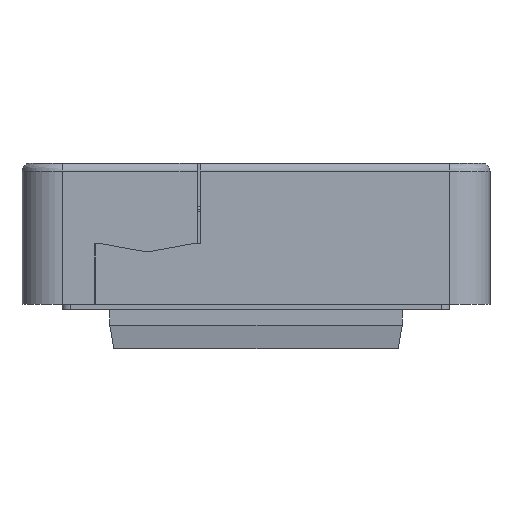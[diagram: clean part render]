
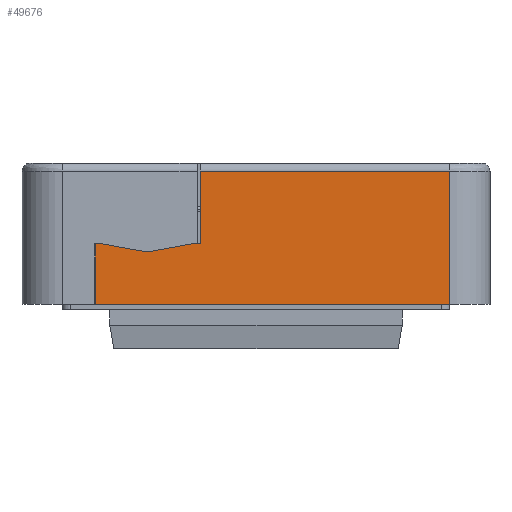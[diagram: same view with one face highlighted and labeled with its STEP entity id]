
A CAD part, left-side view. The second image highlights one B-rep face of the part: STEP entity #49676.
In plain terms, the highlighted planar face has unit normal (-1, 0, 0).
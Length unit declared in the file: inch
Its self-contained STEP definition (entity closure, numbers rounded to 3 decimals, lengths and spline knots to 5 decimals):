
#131 = CARTESIAN_POINT ( 'NONE',  ( -2.91339, 0.7874, 0.31496 ) ) ;
#588 = ORIENTED_EDGE ( 'NONE', *, *, #29507, .T. ) ;
#994 = CARTESIAN_POINT ( 'NONE',  ( -2.91339, 0.31496, 0.31496 ) ) ;
#1512 = DIRECTION ( 'NONE',  ( 0., 0.984, 0.179 ) ) ;
#2433 = CARTESIAN_POINT ( 'NONE',  ( -2.91339, 0.31496, 0.31496 ) ) ;
#3372 = VECTOR ( 'NONE', #41778, 39.37008 ) ;
#4481 = VECTOR ( 'NONE', #1512, 39.37008 ) ;
#5501 = DIRECTION ( 'NONE',  ( 0., 1., 0. ) ) ;
#5792 = DIRECTION ( 'NONE',  ( 0., 1., 0. ) ) ;
#6531 = EDGE_CURVE ( 'NONE', #51640, #47088, #34740, .T. ) ;
#7558 = DIRECTION ( 'NONE',  ( 0., 1., 0. ) ) ;
#7614 = PLANE ( 'NONE',  #43829 ) ;
#8242 = CARTESIAN_POINT ( 'NONE',  ( -2.91339, 0.78346, 0.31496 ) ) ;
#8511 = EDGE_CURVE ( 'NONE', #25947, #33229, #47044, .T. ) ;
#8772 = ORIENTED_EDGE ( 'NONE', *, *, #8511, .T. ) ;
#9215 = VERTEX_POINT ( 'NONE', #994 ) ;
#9360 = EDGE_CURVE ( 'NONE', #33229, #9215, #28264, .T. ) ;
#9471 = CARTESIAN_POINT ( 'NONE',  ( -2.91339, 0.5315, 0.27559 ) ) ;
#9978 = EDGE_CURVE ( 'NONE', #16828, #37716, #30869, .T. ) ;
#10259 = CARTESIAN_POINT ( 'NONE',  ( -2.91339, -1.08268, 0.66929 ) ) ;
#10357 = DIRECTION ( 'NONE',  ( 0., 0., -1. ) ) ;
#11901 = VECTOR ( 'NONE', #5792, 39.37008 ) ;
#11903 = VECTOR ( 'NONE', #7558, 39.37008 ) ;
#12028 = VECTOR ( 'NONE', #43383, 39.37008 ) ;
#13391 = VECTOR ( 'NONE', #5501, 39.37008 ) ;
#13600 = EDGE_LOOP ( 'NONE', ( #13729, #42681, #588, #32998, #47371, #25109, #8772, #20121, #50245 ) ) ;
#13729 = ORIENTED_EDGE ( 'NONE', *, *, #19613, .T. ) ;
#13835 = VECTOR ( 'NONE', #30575, 39.37008 ) ;
#15040 = CARTESIAN_POINT ( 'NONE',  ( -2.91339, -1.08268, 0. ) ) ;
#16444 = EDGE_CURVE ( 'NONE', #9215, #44989, #34556, .T. ) ;
#16807 = VECTOR ( 'NONE', #10357, 39.37008 ) ;
#16828 = VERTEX_POINT ( 'NONE', #34824 ) ;
#19563 = LINE ( 'NONE', #51986, #39592 ) ;
#19613 = EDGE_CURVE ( 'NONE', #44989, #51640, #37915, .T. ) ;
#20121 = ORIENTED_EDGE ( 'NONE', *, *, #9360, .T. ) ;
#24199 = CARTESIAN_POINT ( 'NONE',  ( -2.91339, -0.94488, 0.66929 ) ) ;
#25109 = ORIENTED_EDGE ( 'NONE', *, *, #25624, .T. ) ;
#25624 = EDGE_CURVE ( 'NONE', #44717, #25947, #33940, .T. ) ;
#25947 = VERTEX_POINT ( 'NONE', #32822 ) ;
#28066 = DIRECTION ( 'NONE',  ( -1., 0., 0. ) ) ;
#28264 = LINE ( 'NONE', #131, #11903 ) ;
#28766 = CARTESIAN_POINT ( 'NONE',  ( -2.91339, 0.78346, 0. ) ) ;
#29507 = EDGE_CURVE ( 'NONE', #47088, #37716, #32735, .T. ) ;
#30575 = DIRECTION ( 'NONE',  ( 0., 0.984, -0.179 ) ) ;
#30869 = LINE ( 'NONE', #39146, #12028 ) ;
#31252 = FACE_OUTER_BOUND ( 'NONE', #13600, .T. ) ;
#31590 = CARTESIAN_POINT ( 'NONE',  ( -2.91339, 0.5315, 0.27559 ) ) ;
#32735 = LINE ( 'NONE', #28766, #3372 ) ;
#32822 = CARTESIAN_POINT ( 'NONE',  ( -2.91339, 0.27165, 0.66929 ) ) ;
#32998 = ORIENTED_EDGE ( 'NONE', *, *, #9978, .F. ) ;
#33229 = VERTEX_POINT ( 'NONE', #45395 ) ;
#33940 = LINE ( 'NONE', #10259, #13391 ) ;
#34063 = CARTESIAN_POINT ( 'NONE',  ( -2.91339, 0.74803, 0.31496 ) ) ;
#34556 = LINE ( 'NONE', #2433, #13835 ) ;
#34740 = LINE ( 'NONE', #42188, #11901 ) ;
#34824 = CARTESIAN_POINT ( 'NONE',  ( -2.91339, -0.94488, 0.01969 ) ) ;
#37716 = VERTEX_POINT ( 'NONE', #51819 ) ;
#37915 = LINE ( 'NONE', #9471, #4481 ) ;
#39146 = CARTESIAN_POINT ( 'NONE',  ( -2.91339, -0.78802, 0.01969 ) ) ;
#39505 = DIRECTION ( 'NONE',  ( 0., 0., 1. ) ) ;
#39592 = VECTOR ( 'NONE', #47988, 39.37008 ) ;
#41778 = DIRECTION ( 'NONE',  ( 0., 0., -1. ) ) ;
#42188 = CARTESIAN_POINT ( 'NONE',  ( -2.91339, 0.7874, 0.31496 ) ) ;
#42681 = ORIENTED_EDGE ( 'NONE', *, *, #6531, .T. ) ;
#43051 = CARTESIAN_POINT ( 'NONE',  ( -2.91339, 0.27165, 0. ) ) ;
#43383 = DIRECTION ( 'NONE',  ( 0., 1., 0. ) ) ;
#43829 = AXIS2_PLACEMENT_3D ( 'NONE', #15040, #28066, #39505 ) ;
#44717 = VERTEX_POINT ( 'NONE', #24199 ) ;
#44989 = VERTEX_POINT ( 'NONE', #31590 ) ;
#45395 = CARTESIAN_POINT ( 'NONE',  ( -2.91339, 0.27165, 0.31496 ) ) ;
#47044 = LINE ( 'NONE', #43051, #16807 ) ;
#47088 = VERTEX_POINT ( 'NONE', #8242 ) ;
#47371 = ORIENTED_EDGE ( 'NONE', *, *, #49777, .F. ) ;
#47988 = DIRECTION ( 'NONE',  ( 0., 0., -1. ) ) ;
#49676 = ADVANCED_FACE ( 'NONE', ( #31252 ), #7614, .T. ) ;
#49777 = EDGE_CURVE ( 'NONE', #44717, #16828, #19563, .T. ) ;
#50245 = ORIENTED_EDGE ( 'NONE', *, *, #16444, .T. ) ;
#51640 = VERTEX_POINT ( 'NONE', #34063 ) ;
#51819 = CARTESIAN_POINT ( 'NONE',  ( -2.91339, 0.78346, 0.01969 ) ) ;
#51986 = CARTESIAN_POINT ( 'NONE',  ( -2.91339, -0.94488, 0.00984 ) ) ;
